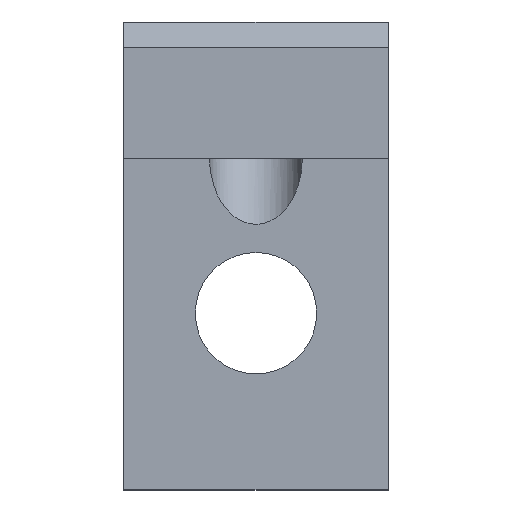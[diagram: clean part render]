
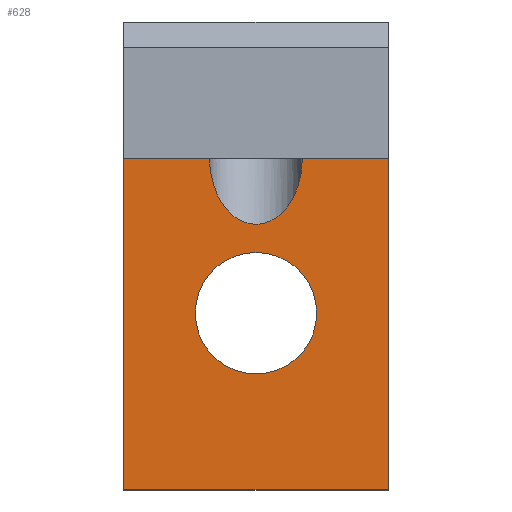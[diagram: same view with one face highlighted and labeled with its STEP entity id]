
A CAD part, top view. The second image highlights one B-rep face of the part: STEP entity #628.
In plain terms, the highlighted planar face has unit normal (0, 0, 1).
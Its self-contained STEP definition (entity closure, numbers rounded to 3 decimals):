
#79 = VERTEX_POINT('',#80);
#80 = CARTESIAN_POINT('',(-6.,0.,0.));
#176 = VERTEX_POINT('',#177);
#177 = CARTESIAN_POINT('',(6.,0.,0.));
#447 = VERTEX_POINT('',#448);
#448 = CARTESIAN_POINT('',(-2.1,0.,0.)
  );
#456 = EDGE_CURVE('',#457,#447,#459,.T.);
#457 = VERTEX_POINT('',#458);
#458 = CARTESIAN_POINT('',(2.1,0.,0.));
#459 = ELLIPSE('',#460,2.97,2.1);
#460 = AXIS2_PLACEMENT_3D('',#461,#462,#463);
#461 = CARTESIAN_POINT('',(0.,0.,
    0.));
#462 = DIRECTION('',(0.,0.,-1.));
#463 = DIRECTION('',(0.,-1.,0.));
#523 = EDGE_CURVE('',#79,#524,#526,.T.);
#524 = VERTEX_POINT('',#525);
#525 = CARTESIAN_POINT('',(-6.,-15.,0.));
#526 = LINE('',#527,#528);
#527 = CARTESIAN_POINT('',(-6.,0.,0.));
#528 = VECTOR('',#529,1.);
#529 = DIRECTION('',(0.,-1.,0.));
#550 = EDGE_CURVE('',#457,#176,#551,.T.);
#551 = LINE('',#552,#553);
#552 = CARTESIAN_POINT('',(-6.,0.,0.));
#553 = VECTOR('',#554,1.);
#554 = DIRECTION('',(1.,0.,0.));
#557 = EDGE_CURVE('',#79,#447,#558,.T.);
#558 = LINE('',#559,#560);
#559 = CARTESIAN_POINT('',(-6.,0.,0.));
#560 = VECTOR('',#561,1.);
#561 = DIRECTION('',(1.,0.,0.));
#608 = EDGE_CURVE('',#176,#609,#611,.T.);
#609 = VERTEX_POINT('',#610);
#610 = CARTESIAN_POINT('',(6.,-15.,0.));
#611 = LINE('',#612,#613);
#612 = CARTESIAN_POINT('',(6.,0.,0.));
#613 = VECTOR('',#614,1.);
#614 = DIRECTION('',(0.,-1.,0.));
#628 = ADVANCED_FACE('',(#629,#642),#653,.F.);
#629 = FACE_BOUND('',#630,.F.);
#630 = EDGE_LOOP('',(#631,#632,#633,#634,#635,#636));
#631 = ORIENTED_EDGE('',*,*,#523,.F.);
#632 = ORIENTED_EDGE('',*,*,#557,.T.);
#633 = ORIENTED_EDGE('',*,*,#456,.F.);
#634 = ORIENTED_EDGE('',*,*,#550,.T.);
#635 = ORIENTED_EDGE('',*,*,#608,.T.);
#636 = ORIENTED_EDGE('',*,*,#637,.F.);
#637 = EDGE_CURVE('',#524,#609,#638,.T.);
#638 = LINE('',#639,#640);
#639 = CARTESIAN_POINT('',(-6.,-15.,0.));
#640 = VECTOR('',#641,1.);
#641 = DIRECTION('',(1.,0.,0.));
#642 = FACE_BOUND('',#643,.F.);
#643 = EDGE_LOOP('',(#644));
#644 = ORIENTED_EDGE('',*,*,#645,.T.);
#645 = EDGE_CURVE('',#646,#646,#648,.T.);
#646 = VERTEX_POINT('',#647);
#647 = CARTESIAN_POINT('',(0.,-9.75,0.)
  );
#648 = CIRCLE('',#649,2.75);
#649 = AXIS2_PLACEMENT_3D('',#650,#651,#652);
#650 = CARTESIAN_POINT('',(0.,-7.,0.));
#651 = DIRECTION('',(0.,0.,1.));
#652 = DIRECTION('',(0.,-1.,0.));
#653 = PLANE('',#654);
#654 = AXIS2_PLACEMENT_3D('',#655,#656,#657);
#655 = CARTESIAN_POINT('',(-6.,0.,0.));
#656 = DIRECTION('',(0.,0.,-1.));
#657 = DIRECTION('',(0.,-1.,0.));
